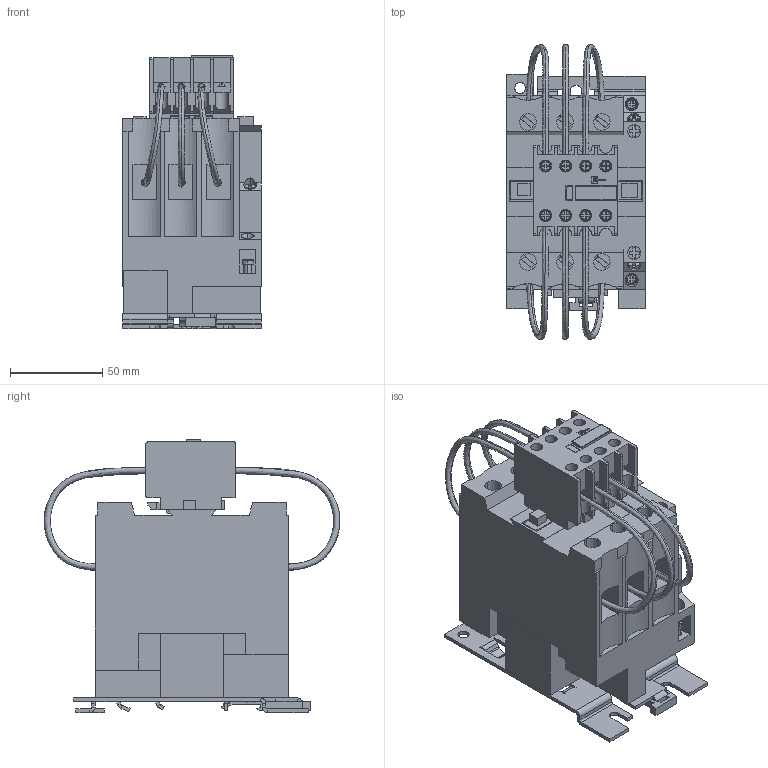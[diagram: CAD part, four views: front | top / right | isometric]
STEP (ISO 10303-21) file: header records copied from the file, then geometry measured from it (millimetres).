
FILE_DESCRIPTION (( 'STEP AP203' ), '1' );
FILE_NAME ('Êîíòàêòîð ÊÌÝÊ 25ÊÂàð 400Â 2NO+1NC (ctrk-s-63-25-400).STEP', '2018-11-02T11:55:55', ( '' ), ( '' ), 'SwSTEP 2.0', 'SolidWorks 2017', '' );
FILE_SCHEMA (( 'CONFIG_CONTROL_DESIGN' ));
Length unit declared in the file: millimetre
Products named in the file (4): Ïðèñòàâêà êîíòàêòîðíàÿ ÏÊÝ-04; 砎鍒鍱膻膱1; ﾊﾌﾝ-4011, 5011,6511; Êîíòàêòîð ÊÌÝÊ 25ÊÂàð 400Â 2NO+1NC (ctrk-s-63-25-400)
Assembly tree (4 placements, depth 2):
  Êîíòàêòîð ÊÌÝÊ 25ÊÂàð 400Â 2NO+1NC (ctrk-s-63-25-400)
    ﾊﾌﾝ-4011, 5011,6511
    Ïðèñòàâêà êîíòàêòîðíàÿ ÏÊÝ-04
    砎鍒鍱膻膱1  x2
Bounding box: 75 x 160.41 x 148.2 mm (x, y, z)
Volume: 734300 mm3; surface area: 119691.4 mm2
Topology: 9 solids, 9 shells, 1238 faces, 3326 edges, 2152 vertices
Faces by surface type: plane 1004, cylinder 166, torus 38, bspline 30
Entity records: 40032 total; most frequent: CARTESIAN_POINT 8713, ORIENTED_EDGE 6616, DIRECTION 6074, EDGE_CURVE 3308, LINE 2704, VECTOR 2704, VERTEX_POINT 2140, AXIS2_PLACEMENT_3D 1685
